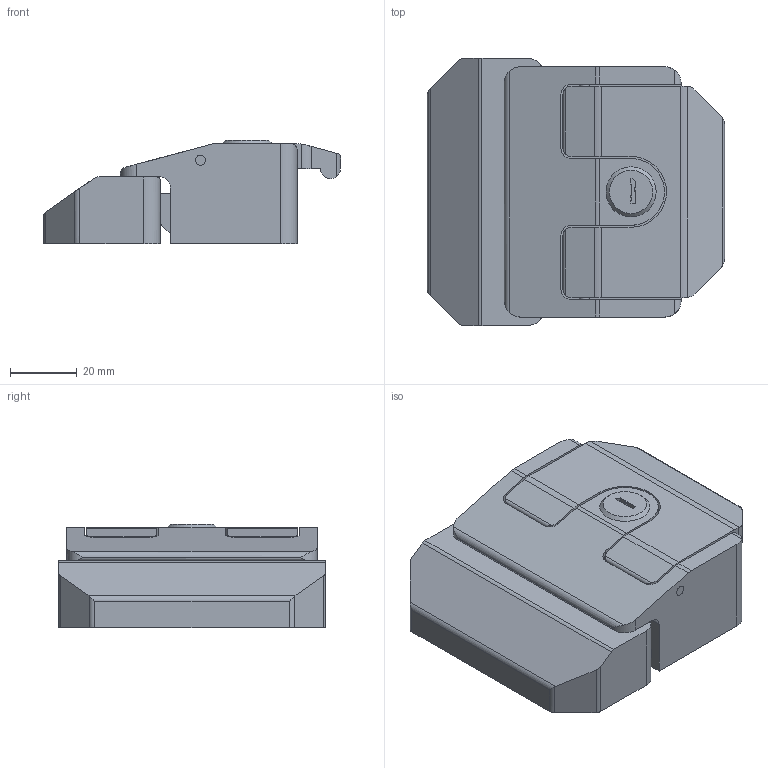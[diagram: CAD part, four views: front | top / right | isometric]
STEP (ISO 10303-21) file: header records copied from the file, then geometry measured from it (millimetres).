
FILE_DESCRIPTION(/* description */ ('STEP AP214'),/* implementation_level */ '2;1');
FILE_NAME(/* name */ '0957101',/* time_stamp */ '2022-08-25T09:19:53+02:00',/* author */ ('License CC BY-ND 4.0'),/* organization */ ('CADENAS'),/* preprocessor_version */ 'ST-DEVELOPER v18.102',/* originating_system */ 'PARTsolutions',/* authorisation */ ' ');
FILE_SCHEMA (('AUTOMOTIVE_DESIGN {1 0 10303 214 3 1 1}'));
Length unit declared in the file: millimetre
Products named in the file (5): 0957101; 0957101p3; 0957101p4; 0957101p2; 0957101p1
Assembly tree (4 placements, depth 2):
  0957101
    0957101p3
    0957101p4
    0957101p2
    0957101p1
Bounding box: 89 x 80 x 31 mm (x, y, z)
Volume: 97810.9 mm3; surface area: 42651.3 mm2
Topology: 4 solids, 4 shells, 229 faces, 645 edges, 430 vertices
Faces by surface type: plane 161, cylinder 67, cone 1
Full cylindrical faces by diameter (mm): 3 x4, 10 x1
Entity records: 8224 total; most frequent: CARTESIAN_POINT 1387, ORIENTED_EDGE 1272, DIRECTION 1203, EDGE_CURVE 636, LINE 497, VECTOR 497, VERTEX_POINT 427, AXIS2_PLACEMENT_3D 353
